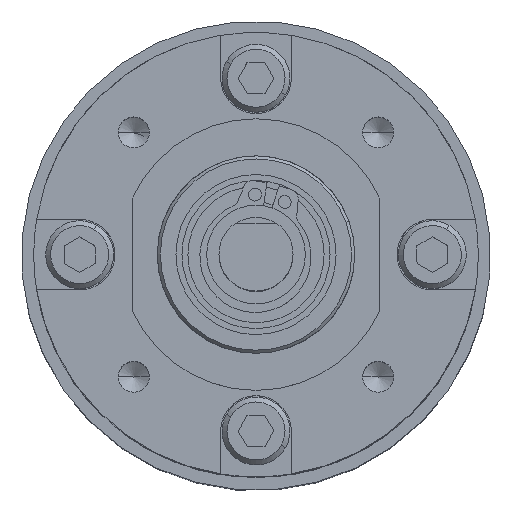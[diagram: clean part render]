
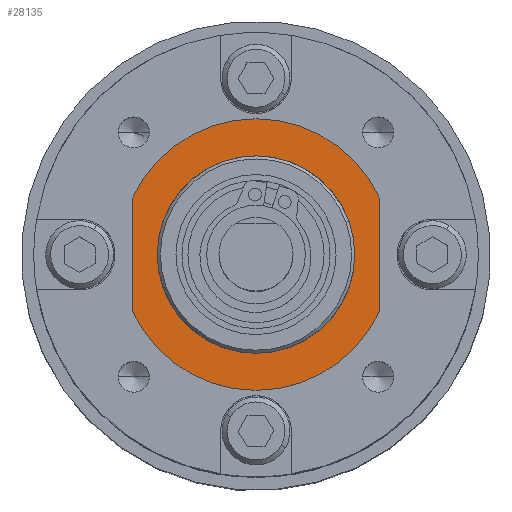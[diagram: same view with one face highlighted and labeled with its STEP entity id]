
A CAD part, top view. The second image highlights one B-rep face of the part: STEP entity #28135.
In plain terms, the highlighted planar face has unit normal (0, 0, 1).
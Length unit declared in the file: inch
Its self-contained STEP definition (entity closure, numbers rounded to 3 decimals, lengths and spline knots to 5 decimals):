
#16 = EDGE_LOOP ( 'NONE', ( #27859, #21794 ) ) ;
#163 = AXIS2_PLACEMENT_3D ( 'NONE', #23365, #15973, #934 ) ;
#210 = VERTEX_POINT ( 'NONE', #8544 ) ;
#429 = CARTESIAN_POINT ( 'NONE',  ( -0.3937, 0.18042, 1.80906 ) ) ;
#642 = VERTEX_POINT ( 'NONE', #11892 ) ;
#934 = DIRECTION ( 'NONE',  ( 1., 0., 0. ) ) ;
#3703 = VERTEX_POINT ( 'NONE', #6472 ) ;
#4270 = DIRECTION ( 'NONE',  ( 1., 0., 0. ) ) ;
#4662 = ORIENTED_EDGE ( 'NONE', *, *, #4979, .T. ) ;
#4979 = EDGE_CURVE ( 'NONE', #21620, #29134, #20202, .T. ) ;
#5858 = AXIS2_PLACEMENT_3D ( 'NONE', #32513, #17587, #12936 ) ;
#6055 = CARTESIAN_POINT ( 'NONE',  ( 0., 0., 1.80906 ) ) ;
#6472 = CARTESIAN_POINT ( 'NONE',  ( 0.3937, 0.18042, 1.80906 ) ) ;
#8045 = LINE ( 'NONE', #429, #16517 ) ;
#8544 = CARTESIAN_POINT ( 'NONE',  ( -0.3937, 0.18042, 1.80906 ) ) ;
#9295 = DIRECTION ( 'NONE',  ( 0., 0., 1. ) ) ;
#10040 = CIRCLE ( 'NONE', #5858, 0.31496 ) ;
#10211 = FACE_BOUND ( 'NONE', #16, .T. ) ;
#11733 = FACE_OUTER_BOUND ( 'NONE', #12066, .T. ) ;
#11892 = CARTESIAN_POINT ( 'NONE',  ( -0.31496, 0., 1.80906 ) ) ;
#12066 = EDGE_LOOP ( 'NONE', ( #4662, #25846, #21512, #24214 ) ) ;
#12936 = DIRECTION ( 'NONE',  ( 1., 0., 0. ) ) ;
#14230 = DIRECTION ( 'NONE',  ( 0., 1., 0. ) ) ;
#15464 = AXIS2_PLACEMENT_3D ( 'NONE', #31836, #9295, #29378 ) ;
#15973 = DIRECTION ( 'NONE',  ( 0., 0., 1. ) ) ;
#16517 = VECTOR ( 'NONE', #27629, 39.37008 ) ;
#17587 = DIRECTION ( 'NONE',  ( 0., 0., 1. ) ) ;
#18379 = CARTESIAN_POINT ( 'NONE',  ( 0.3937, -0.18042, 1.80906 ) ) ;
#18572 = CARTESIAN_POINT ( 'NONE',  ( -0.3937, -0.18042, 1.80906 ) ) ;
#19192 = CARTESIAN_POINT ( 'NONE',  ( 0.3937, 0.18042, 1.80906 ) ) ;
#19560 = VECTOR ( 'NONE', #14230, 39.37008 ) ;
#20202 = CIRCLE ( 'NONE', #163, 0.43307 ) ;
#20760 = VERTEX_POINT ( 'NONE', #24202 ) ;
#20870 = EDGE_CURVE ( 'NONE', #3703, #210, #23644, .T. ) ;
#21023 = AXIS2_PLACEMENT_3D ( 'NONE', #31771, #29322, #4270 ) ;
#21512 = ORIENTED_EDGE ( 'NONE', *, *, #20870, .T. ) ;
#21620 = VERTEX_POINT ( 'NONE', #18572 ) ;
#21794 = ORIENTED_EDGE ( 'NONE', *, *, #25466, .F. ) ;
#22183 = CIRCLE ( 'NONE', #27436, 0.31496 ) ;
#23365 = CARTESIAN_POINT ( 'NONE',  ( 0., 0., 1.80906 ) ) ;
#23644 = CIRCLE ( 'NONE', #21023, 0.43307 ) ;
#23815 = DIRECTION ( 'NONE',  ( 0., 0., 1. ) ) ;
#23985 = DIRECTION ( 'NONE',  ( 1., 0., 0. ) ) ;
#24202 = CARTESIAN_POINT ( 'NONE',  ( 0.31496, 0., 1.80906 ) ) ;
#24214 = ORIENTED_EDGE ( 'NONE', *, *, #27563, .T. ) ;
#25466 = EDGE_CURVE ( 'NONE', #642, #20760, #10040, .T. ) ;
#25526 = EDGE_CURVE ( 'NONE', #29134, #3703, #26585, .T. ) ;
#25679 = EDGE_CURVE ( 'NONE', #20760, #642, #22183, .T. ) ;
#25846 = ORIENTED_EDGE ( 'NONE', *, *, #25526, .T. ) ;
#26585 = LINE ( 'NONE', #19192, #19560 ) ;
#27073 = PLANE ( 'NONE',  #15464 ) ;
#27436 = AXIS2_PLACEMENT_3D ( 'NONE', #6055, #23815, #23985 ) ;
#27563 = EDGE_CURVE ( 'NONE', #210, #21620, #8045, .T. ) ;
#27629 = DIRECTION ( 'NONE',  ( 0., -1., 0. ) ) ;
#27859 = ORIENTED_EDGE ( 'NONE', *, *, #25679, .F. ) ;
#28135 = ADVANCED_FACE ( 'NONE', ( #10211, #11733 ), #27073, .T. ) ;
#29134 = VERTEX_POINT ( 'NONE', #18379 ) ;
#29322 = DIRECTION ( 'NONE',  ( 0., 0., 1. ) ) ;
#29378 = DIRECTION ( 'NONE',  ( 1., 0., 0. ) ) ;
#31771 = CARTESIAN_POINT ( 'NONE',  ( 0., 0., 1.80906 ) ) ;
#31836 = CARTESIAN_POINT ( 'NONE',  ( 0., 0., 1.80906 ) ) ;
#32513 = CARTESIAN_POINT ( 'NONE',  ( 0., 0., 1.80906 ) ) ;
